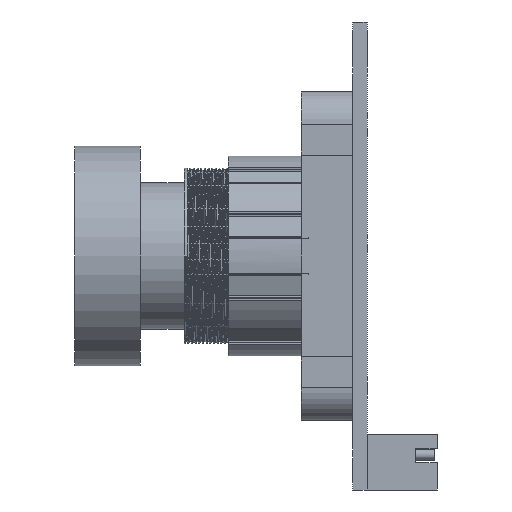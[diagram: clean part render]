
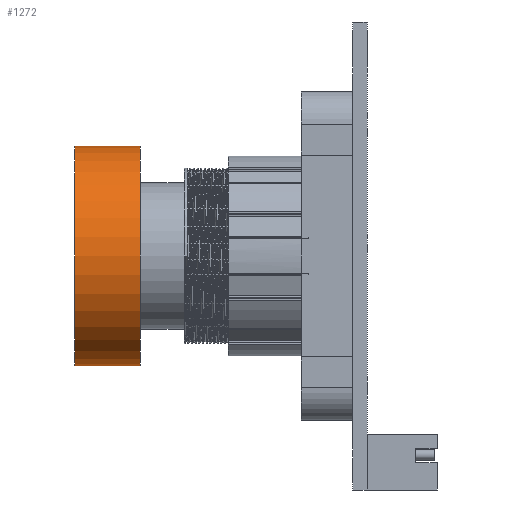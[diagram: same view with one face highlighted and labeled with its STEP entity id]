
A CAD part, left-side view. The second image highlights one B-rep face of the part: STEP entity #1272.
In plain terms, the highlighted cylindrical face has radius 7.5 mm (diameter 15 mm), a partial arc.
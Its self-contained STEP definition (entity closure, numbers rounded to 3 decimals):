
#107 = EDGE_CURVE ( 'NONE', #118, #7385, #5585, .T. ) ;
#118 = VERTEX_POINT ( 'NONE', #6418 ) ;
#479 = AXIS2_PLACEMENT_3D ( 'NONE', #5224, #8413, #8552 ) ;
#824 = ORIENTED_EDGE ( 'NONE', *, *, #4038, .F. ) ;
#1143 = DIRECTION ( 'NONE',  ( 0., -1., 0. ) ) ;
#1181 = ORIENTED_EDGE ( 'NONE', *, *, #107, .T. ) ;
#1262 = CIRCLE ( 'NONE', #4730, 7.5 ) ;
#1272 = ADVANCED_FACE ( 'NONE', ( #1970 ), #5786, .T. ) ;
#1507 = DIRECTION ( 'NONE',  ( 0., -1., 0. ) ) ;
#1679 = VECTOR ( 'NONE', #1507, 1000. ) ;
#1819 = EDGE_CURVE ( 'NONE', #118, #5087, #4898, .T. ) ;
#1970 = FACE_OUTER_BOUND ( 'NONE', #7457, .T. ) ;
#2619 = EDGE_CURVE ( 'NONE', #7385, #4276, #1262, .T. ) ;
#2864 = ORIENTED_EDGE ( 'NONE', *, *, #2619, .T. ) ;
#3101 = CARTESIAN_POINT ( 'NONE',  ( 0., 20., -7.5 ) ) ;
#3514 = AXIS2_PLACEMENT_3D ( 'NONE', #3863, #5338, #5934 ) ;
#3863 = CARTESIAN_POINT ( 'NONE',  ( 0., 20., 0. ) ) ;
#4038 = EDGE_CURVE ( 'NONE', #5087, #4276, #4191, .T. ) ;
#4050 = CARTESIAN_POINT ( 'NONE',  ( 0., 15.5, -7.5 ) ) ;
#4191 = LINE ( 'NONE', #7383, #1679 ) ;
#4276 = VERTEX_POINT ( 'NONE', #7943 ) ;
#4730 = AXIS2_PLACEMENT_3D ( 'NONE', #8069, #6634, #6679 ) ;
#4898 = CIRCLE ( 'NONE', #3514, 7.5 ) ;
#5087 = VERTEX_POINT ( 'NONE', #6481 ) ;
#5215 = ORIENTED_EDGE ( 'NONE', *, *, #1819, .F. ) ;
#5224 = CARTESIAN_POINT ( 'NONE',  ( 0., 20., 0. ) ) ;
#5338 = DIRECTION ( 'NONE',  ( 0., 1., 0. ) ) ;
#5585 = LINE ( 'NONE', #3101, #8159 ) ;
#5786 = CYLINDRICAL_SURFACE ( 'NONE', #479, 7.5 ) ;
#5934 = DIRECTION ( 'NONE',  ( 0., 0., 1. ) ) ;
#6418 = CARTESIAN_POINT ( 'NONE',  ( 0., 20., -7.5 ) ) ;
#6481 = CARTESIAN_POINT ( 'NONE',  ( 0., 20., 7.5 ) ) ;
#6634 = DIRECTION ( 'NONE',  ( 0., 1., 0. ) ) ;
#6679 = DIRECTION ( 'NONE',  ( 0., 0., 1. ) ) ;
#7383 = CARTESIAN_POINT ( 'NONE',  ( 0., 20., 7.5 ) ) ;
#7385 = VERTEX_POINT ( 'NONE', #4050 ) ;
#7457 = EDGE_LOOP ( 'NONE', ( #824, #5215, #1181, #2864 ) ) ;
#7943 = CARTESIAN_POINT ( 'NONE',  ( 0., 15.5, 7.5 ) ) ;
#8069 = CARTESIAN_POINT ( 'NONE',  ( 0., 15.5, 0. ) ) ;
#8159 = VECTOR ( 'NONE', #1143, 1000. ) ;
#8413 = DIRECTION ( 'NONE',  ( 0., -1., 0. ) ) ;
#8552 = DIRECTION ( 'NONE',  ( 0., 0., -1. ) ) ;
